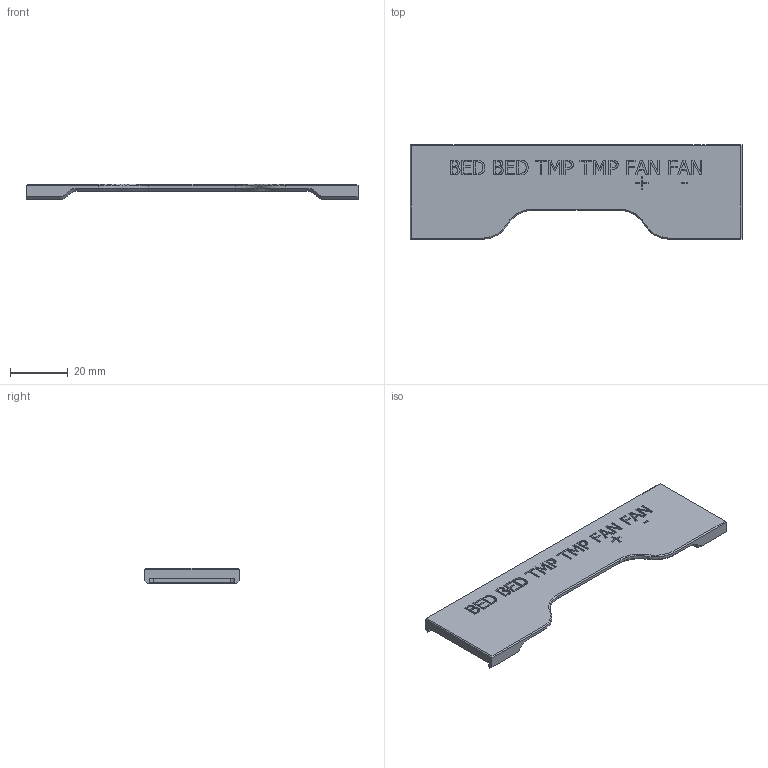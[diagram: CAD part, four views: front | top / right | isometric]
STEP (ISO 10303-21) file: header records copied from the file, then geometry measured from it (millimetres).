
FILE_DESCRIPTION(/* description */ (''),/* implementation_level */ '2;1');
FILE_NAME(/* name */ 'Cableholder.stp',/* time_stamp */ '2022-07-24T15:29:16+02:00',/* author */ ('Rama'),/* organization */ (''),/* preprocessor_version */ 'ST-DEVELOPER v18.1',/* originating_system */ 'Autodesk Inventor 2022',/* authorisation */ '');
FILE_SCHEMA (('AUTOMOTIVE_DESIGN { 1 0 10303 214 3 1 1 }'));
Length unit declared in the file: millimetre
Products named in the file (1): CableHolder
Bounding box: 115.2 x 32.75 x 5.4 mm (x, y, z)
Volume: 9015 mm3; surface area: 8512.9 mm2
Topology: 1 solids, 1 shells, 366 faces, 950 edges, 620 vertices
Faces by surface type: plane 270, bspline 60, cone 20, cylinder 16
Full cylindrical faces by diameter (mm): 6.15 x4
Entity records: 11529 total; most frequent: CARTESIAN_POINT 2897, ORIENTED_EDGE 1900, DIRECTION 1496, EDGE_CURVE 950, LINE 778, VECTOR 778, VERTEX_POINT 620, EDGE_LOOP 400
